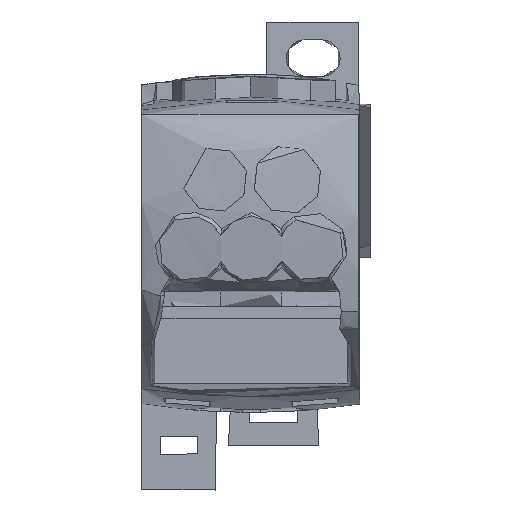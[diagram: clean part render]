
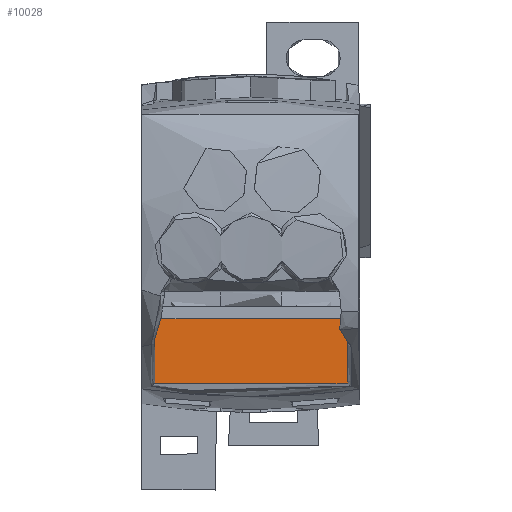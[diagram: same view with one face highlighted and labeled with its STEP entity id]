
A CAD part, top view. The second image highlights one B-rep face of the part: STEP entity #10028.
In plain terms, the highlighted planar face has unit normal (0, -0.009, 1).
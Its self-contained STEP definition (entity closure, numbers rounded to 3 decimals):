
#9990=AXIS2_PLACEMENT_3D('Plane Axis2P3D',#9987,#9988,#9989) ;
#7737=CARTESIAN_POINT('Vertex',(29.917,24.839,30.968)) ;
#7740=CARTESIAN_POINT('Line Origine',(29.917,22.647,30.948)) ;
#7744=CARTESIAN_POINT('Vertex',(29.917,20.454,30.929)) ;
#7747=CARTESIAN_POINT('Line Origine',(29.917,18.048,30.908)) ;
#7751=CARTESIAN_POINT('Vertex',(29.917,15.642,30.887)) ;
#7885=CARTESIAN_POINT('Vertex',(29.978,15.383,30.885)) ;
#7922=CARTESIAN_POINT('Control Point',(29.917,15.642,30.887)) ;
#7923=CARTESIAN_POINT('Control Point',(29.917,15.552,30.887)) ;
#7924=CARTESIAN_POINT('Control Point',(29.938,15.463,30.886)) ;
#7925=CARTESIAN_POINT('Control Point',(29.978,15.383,30.885)) ;
#8476=CARTESIAN_POINT('Vertex',(1.917,15.642,30.887)) ;
#8479=CARTESIAN_POINT('Line Origine',(1.917,20.24,30.927)) ;
#8483=CARTESIAN_POINT('Vertex',(1.917,24.839,30.968)) ;
#9869=CARTESIAN_POINT('Line Origine',(13.208,24.839,30.968)) ;
#9987=CARTESIAN_POINT('Axis2P3D Location',(15.917,11.558,30.852)) ;
#9993=CARTESIAN_POINT('Control Point',(1.917,15.642,30.887)) ;
#9994=CARTESIAN_POINT('Control Point',(1.917,15.588,30.887)) ;
#9995=CARTESIAN_POINT('Control Point',(1.911,15.535,30.886)) ;
#9996=CARTESIAN_POINT('Control Point',(1.899,15.481,30.886)) ;
#9997=CARTESIAN_POINT('Control Point',(1.88,15.431,30.886)) ;
#9998=CARTESIAN_POINT('Control Point',(1.856,15.383,30.885)) ;
#9999=CARTESIAN_POINT('Vertex',(1.856,15.383,30.885)) ;
#10003=CARTESIAN_POINT('Control Point',(1.856,15.383,30.885)) ;
#10004=CARTESIAN_POINT('Control Point',(2.888,15.254,30.884)) ;
#10005=CARTESIAN_POINT('Control Point',(3.921,15.137,30.883)) ;
#10006=CARTESIAN_POINT('Control Point',(4.956,15.031,30.882)) ;
#10007=CARTESIAN_POINT('Control Point',(10.146,14.563,30.878)) ;
#10008=CARTESIAN_POINT('Control Point',(15.359,14.393,30.876)) ;
#10009=CARTESIAN_POINT('Control Point',(19.535,14.45,30.877)) ;
#10010=CARTESIAN_POINT('Control Point',(23.916,14.711,30.879)) ;
#10011=CARTESIAN_POINT('Control Point',(28.275,15.183,30.883)) ;
#10012=CARTESIAN_POINT('Control Point',(28.488,15.206,30.884)) ;
#10013=CARTESIAN_POINT('Control Point',(28.914,15.255,30.884)) ;
#10014=CARTESIAN_POINT('Control Point',(29.34,15.305,30.884)) ;
#10015=CARTESIAN_POINT('Control Point',(29.552,15.33,30.885)) ;
#10016=CARTESIAN_POINT('Control Point',(29.765,15.357,30.885)) ;
#10017=CARTESIAN_POINT('Control Point',(29.978,15.383,30.885)) ;
#7741=DIRECTION('Vector Direction',(0.,1.,0.009)) ;
#7748=DIRECTION('Vector Direction',(0.,1.,0.009)) ;
#8480=DIRECTION('Vector Direction',(0.,-1.,-0.009)) ;
#9870=DIRECTION('Vector Direction',(1.,0.,0.)) ;
#9988=DIRECTION('Axis2P3D Direction',(0.,0.009,-1.)) ;
#9989=DIRECTION('Axis2P3D XDirection',(0.,1.,0.009)) ;
#7742=VECTOR('Line Direction',#7741,1.) ;
#7749=VECTOR('Line Direction',#7748,1.) ;
#8481=VECTOR('Line Direction',#8480,1.) ;
#9871=VECTOR('Line Direction',#9870,1.) ;
#10020=ORIENTED_EDGE('',*,*,#9873,.F.) ;
#10021=ORIENTED_EDGE('',*,*,#8485,.T.) ;
#10022=ORIENTED_EDGE('',*,*,#10001,.T.) ;
#10023=ORIENTED_EDGE('',*,*,#10018,.T.) ;
#10024=ORIENTED_EDGE('',*,*,#7926,.F.) ;
#10025=ORIENTED_EDGE('',*,*,#7753,.T.) ;
#10026=ORIENTED_EDGE('',*,*,#7746,.T.) ;
#10028=ADVANCED_FACE('Hauptk\X2\00F6\X0\rper',(#10027),#9991,.F.) ;
#7921=B_SPLINE_CURVE_WITH_KNOTS('',3,(#7922,#7923,#7924,#7925),.UNSPECIFIED.,.F.,.U.,(4,4),(0.,0.392),.UNSPECIFIED.) ;
#9992=B_SPLINE_CURVE_WITH_KNOTS('',5,(#9993,#9994,#9995,#9996,#9997,#9998),.UNSPECIFIED.,.F.,.U.,(6,6),(0.,0.38),.UNSPECIFIED.) ;
#10002=B_SPLINE_CURVE_WITH_KNOTS('',5,(#10003,#10004,#10005,#10006,#10007,#10008,#10009,#10010,#10011,#10012,#10013,#10014,#10015,#10016,#10017),.UNSPECIFIED.,.F.,.U.,(6,3,3,3,6),(0.,7.356,36.852,38.368,39.883),.UNSPECIFIED.) ;
#7746=EDGE_CURVE('',#7745,#7738,#7743,.T.) ;
#7753=EDGE_CURVE('',#7752,#7745,#7750,.T.) ;
#7926=EDGE_CURVE('',#7752,#7886,#7921,.T.) ;
#8485=EDGE_CURVE('',#8484,#8477,#8482,.T.) ;
#9873=EDGE_CURVE('',#8484,#7738,#9872,.T.) ;
#10001=EDGE_CURVE('',#8477,#10000,#9992,.T.) ;
#10018=EDGE_CURVE('',#10000,#7886,#10002,.T.) ;
#10019=EDGE_LOOP('',(#10020,#10021,#10022,#10023,#10024,#10025,#10026)) ;
#10027=FACE_OUTER_BOUND('',#10019,.T.) ;
#7743=LINE('Line',#7740,#7742) ;
#7750=LINE('Line',#7747,#7749) ;
#8482=LINE('Line',#8479,#8481) ;
#9872=LINE('Line',#9869,#9871) ;
#9991=PLANE('',#9990) ;
#7738=VERTEX_POINT('',#7737) ;
#7745=VERTEX_POINT('',#7744) ;
#7752=VERTEX_POINT('',#7751) ;
#7886=VERTEX_POINT('',#7885) ;
#8477=VERTEX_POINT('',#8476) ;
#8484=VERTEX_POINT('',#8483) ;
#10000=VERTEX_POINT('',#9999) ;
